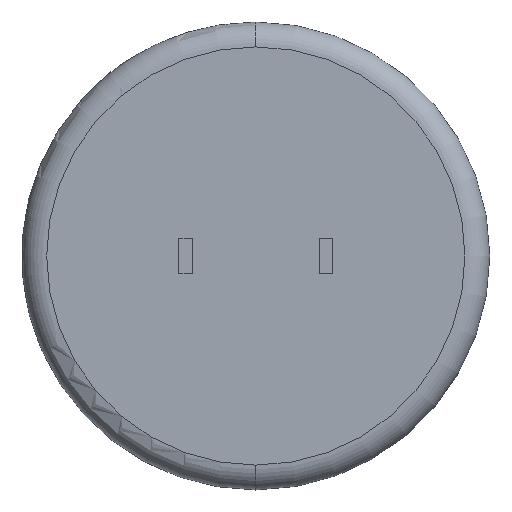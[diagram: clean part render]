
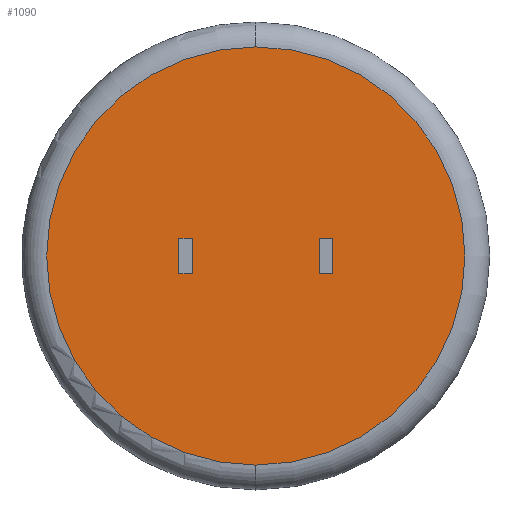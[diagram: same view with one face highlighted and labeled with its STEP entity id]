
A CAD part, front view. The second image highlights one B-rep face of the part: STEP entity #1090.
In plain terms, the highlighted planar face has unit normal (0, -1, 0).
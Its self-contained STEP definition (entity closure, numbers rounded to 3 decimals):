
#91 = CARTESIAN_POINT ( 'NONE',  ( -2.8, 0., 0.65 ) ) ;
#92 = EDGE_CURVE ( 'NONE', #382, #523, #1337, .T. ) ;
#147 = DIRECTION ( 'NONE',  ( 0., 0., 1. ) ) ;
#197 = DIRECTION ( 'NONE',  ( 0., 0., 1. ) ) ;
#258 = CARTESIAN_POINT ( 'NONE',  ( 0., 0., 7.597 ) ) ;
#280 = VECTOR ( 'NONE', #426, 1000. ) ;
#346 = ORIENTED_EDGE ( 'NONE', *, *, #1295, .F. ) ;
#382 = VERTEX_POINT ( 'NONE', #258 ) ;
#418 = EDGE_CURVE ( 'NONE', #644, #674, #462, .T. ) ;
#426 = DIRECTION ( 'NONE',  ( 0., 0., 1. ) ) ;
#448 = CARTESIAN_POINT ( 'NONE',  ( -2.8, 0., -0.65 ) ) ;
#450 = CARTESIAN_POINT ( 'NONE',  ( -2.8, 0., 0. ) ) ;
#460 = DIRECTION ( 'NONE',  ( 0., 0., 1. ) ) ;
#462 = LINE ( 'NONE', #448, #1835 ) ;
#523 = VERTEX_POINT ( 'NONE', #1454 ) ;
#576 = VERTEX_POINT ( 'NONE', #2077 ) ;
#578 = EDGE_CURVE ( 'NONE', #523, #382, #1254, .T. ) ;
#581 = LINE ( 'NONE', #2634, #2204 ) ;
#585 = VERTEX_POINT ( 'NONE', #999 ) ;
#586 = LINE ( 'NONE', #2495, #1426 ) ;
#587 = LINE ( 'NONE', #1434, #1702 ) ;
#644 = VERTEX_POINT ( 'NONE', #1502 ) ;
#674 = VERTEX_POINT ( 'NONE', #1929 ) ;
#680 = VECTOR ( 'NONE', #1575, 1000. ) ;
#682 = VERTEX_POINT ( 'NONE', #1251 ) ;
#715 = LINE ( 'NONE', #91, #680 ) ;
#784 = DIRECTION ( 'NONE',  ( 0., 0., 1. ) ) ;
#805 = ORIENTED_EDGE ( 'NONE', *, *, #578, .T. ) ;
#825 = EDGE_LOOP ( 'NONE', ( #1217, #2356, #346, #2672 ) ) ;
#834 = EDGE_CURVE ( 'NONE', #585, #576, #586, .T. ) ;
#849 = AXIS2_PLACEMENT_3D ( 'NONE', #2717, #977, #147 ) ;
#907 = ORIENTED_EDGE ( 'NONE', *, *, #1793, .T. ) ;
#923 = FACE_BOUND ( 'NONE', #825, .T. ) ;
#955 = EDGE_CURVE ( 'NONE', #576, #2344, #581, .T. ) ;
#977 = DIRECTION ( 'NONE',  ( 0., 1., 0. ) ) ;
#989 = DIRECTION ( 'NONE',  ( 0., -1., 0. ) ) ;
#999 = CARTESIAN_POINT ( 'NONE',  ( 2.8, 0., 0.65 ) ) ;
#1090 = ADVANCED_FACE ( 'NONE', ( #2036, #1459, #923 ), #2649, .F. ) ;
#1129 = EDGE_CURVE ( 'NONE', #2210, #674, #587, .T. ) ;
#1130 = ORIENTED_EDGE ( 'NONE', *, *, #2697, .T. ) ;
#1170 = LINE ( 'NONE', #2754, #280 ) ;
#1204 = VECTOR ( 'NONE', #460, 1000. ) ;
#1217 = ORIENTED_EDGE ( 'NONE', *, *, #955, .F. ) ;
#1251 = CARTESIAN_POINT ( 'NONE',  ( 2.8, 0., -0.65 ) ) ;
#1254 = CIRCLE ( 'NONE', #1742, 7.597 ) ;
#1293 = CARTESIAN_POINT ( 'NONE',  ( -2.3, 0., 0.65 ) ) ;
#1295 = EDGE_CURVE ( 'NONE', #682, #585, #1170, .T. ) ;
#1303 = EDGE_LOOP ( 'NONE', ( #1130, #907, #1792, #1999 ) ) ;
#1337 = CIRCLE ( 'NONE', #2381, 7.597 ) ;
#1355 = CARTESIAN_POINT ( 'NONE',  ( -2.8, 0., 0.65 ) ) ;
#1360 = DIRECTION ( 'NONE',  ( 0., 0., -1. ) ) ;
#1422 = VERTEX_POINT ( 'NONE', #1355 ) ;
#1426 = VECTOR ( 'NONE', #2750, 1000. ) ;
#1434 = CARTESIAN_POINT ( 'NONE',  ( -2.3, 0., 0.65 ) ) ;
#1454 = CARTESIAN_POINT ( 'NONE',  ( 0., 0., -7.597 ) ) ;
#1459 = FACE_BOUND ( 'NONE', #1303, .T. ) ;
#1469 = DIRECTION ( 'NONE',  ( 0., -1., 0. ) ) ;
#1502 = CARTESIAN_POINT ( 'NONE',  ( -2.8, 0., -0.65 ) ) ;
#1575 = DIRECTION ( 'NONE',  ( 1., 0., 0. ) ) ;
#1702 = VECTOR ( 'NONE', #1872, 1000. ) ;
#1742 = AXIS2_PLACEMENT_3D ( 'NONE', #1873, #1469, #197 ) ;
#1758 = LINE ( 'NONE', #450, #1204 ) ;
#1792 = ORIENTED_EDGE ( 'NONE', *, *, #1129, .T. ) ;
#1793 = EDGE_CURVE ( 'NONE', #1422, #2210, #715, .T. ) ;
#1823 = EDGE_CURVE ( 'NONE', #2344, #682, #2057, .T. ) ;
#1828 = VECTOR ( 'NONE', #2263, 1000. ) ;
#1835 = VECTOR ( 'NONE', #2610, 1000. ) ;
#1872 = DIRECTION ( 'NONE',  ( 0., 0., -1. ) ) ;
#1873 = CARTESIAN_POINT ( 'NONE',  ( 0., 0., 0. ) ) ;
#1929 = CARTESIAN_POINT ( 'NONE',  ( -2.3, 0., -0.65 ) ) ;
#1999 = ORIENTED_EDGE ( 'NONE', *, *, #418, .F. ) ;
#2016 = CARTESIAN_POINT ( 'NONE',  ( 2.3, 0., -0.65 ) ) ;
#2036 = FACE_OUTER_BOUND ( 'NONE', #2200, .T. ) ;
#2057 = LINE ( 'NONE', #2016, #1828 ) ;
#2077 = CARTESIAN_POINT ( 'NONE',  ( 2.3, 0., 0.65 ) ) ;
#2200 = EDGE_LOOP ( 'NONE', ( #2272, #805 ) ) ;
#2201 = CARTESIAN_POINT ( 'NONE',  ( 2.3, 0., -0.65 ) ) ;
#2204 = VECTOR ( 'NONE', #1360, 1000. ) ;
#2210 = VERTEX_POINT ( 'NONE', #1293 ) ;
#2263 = DIRECTION ( 'NONE',  ( 1., 0., 0. ) ) ;
#2272 = ORIENTED_EDGE ( 'NONE', *, *, #92, .T. ) ;
#2344 = VERTEX_POINT ( 'NONE', #2201 ) ;
#2356 = ORIENTED_EDGE ( 'NONE', *, *, #834, .F. ) ;
#2381 = AXIS2_PLACEMENT_3D ( 'NONE', #2489, #989, #784 ) ;
#2489 = CARTESIAN_POINT ( 'NONE',  ( 0., 0., 0. ) ) ;
#2495 = CARTESIAN_POINT ( 'NONE',  ( 2.3, 0., 0.65 ) ) ;
#2610 = DIRECTION ( 'NONE',  ( 1., 0., 0. ) ) ;
#2634 = CARTESIAN_POINT ( 'NONE',  ( 2.3, 0., -0.65 ) ) ;
#2649 = PLANE ( 'NONE',  #849 ) ;
#2672 = ORIENTED_EDGE ( 'NONE', *, *, #1823, .F. ) ;
#2697 = EDGE_CURVE ( 'NONE', #644, #1422, #1758, .T. ) ;
#2717 = CARTESIAN_POINT ( 'NONE',  ( 0., 0., 0. ) ) ;
#2750 = DIRECTION ( 'NONE',  ( -1., 0., 0. ) ) ;
#2754 = CARTESIAN_POINT ( 'NONE',  ( 2.8, 0., 0. ) ) ;
